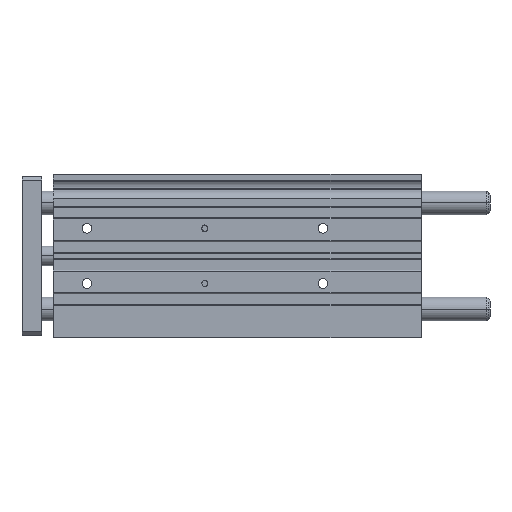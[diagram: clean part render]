
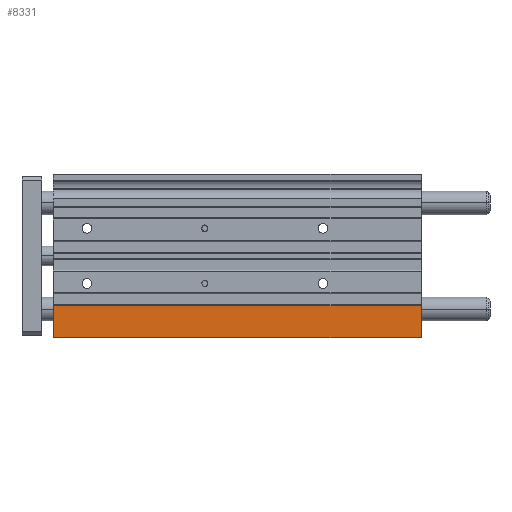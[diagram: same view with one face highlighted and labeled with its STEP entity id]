
A CAD part, top view. The second image highlights one B-rep face of the part: STEP entity #8331.
In plain terms, the highlighted planar face has unit normal (0, 0, 1).
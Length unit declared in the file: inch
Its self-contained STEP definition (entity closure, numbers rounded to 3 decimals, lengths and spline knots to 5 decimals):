
#263 = DIRECTION ( 'NONE',  ( -1., 0., 0. ) ) ;
#330 = VECTOR ( 'NONE', #6593, 39.37008 ) ;
#339 = PLANE ( 'NONE',  #3641 ) ;
#385 = VECTOR ( 'NONE', #9831, 39.37008 ) ;
#827 = EDGE_LOOP ( 'NONE', ( #8328, #10566, #10653, #4229 ) ) ;
#1196 = VECTOR ( 'NONE', #5041, 39.37008 ) ;
#1483 = CARTESIAN_POINT ( 'NONE',  ( 0., -0.99213, 0.70866 ) ) ;
#1701 = LINE ( 'NONE', #8333, #1196 ) ;
#1800 = VERTEX_POINT ( 'NONE', #10166 ) ;
#1932 = CARTESIAN_POINT ( 'NONE',  ( 7.3622, -0.99213, 0.70866 ) ) ;
#2924 = VERTEX_POINT ( 'NONE', #4640 ) ;
#3477 = CARTESIAN_POINT ( 'NONE',  ( 0., -0.99213, 0.70866 ) ) ;
#3554 = CARTESIAN_POINT ( 'NONE',  ( 7.3622, -0.99213, 0.70866 ) ) ;
#3641 = AXIS2_PLACEMENT_3D ( 'NONE', #1932, #3684, #8614 ) ;
#3670 = VERTEX_POINT ( 'NONE', #8445 ) ;
#3684 = DIRECTION ( 'NONE',  ( 0., 0., -1. ) ) ;
#4229 = ORIENTED_EDGE ( 'NONE', *, *, #4577, .T. ) ;
#4577 = EDGE_CURVE ( 'NONE', #3670, #4903, #7606, .T. ) ;
#4640 = CARTESIAN_POINT ( 'NONE',  ( 0., -1.63386, 0.70866 ) ) ;
#4903 = VERTEX_POINT ( 'NONE', #3477 ) ;
#5041 = DIRECTION ( 'NONE',  ( -1., 0., 0. ) ) ;
#5231 = EDGE_CURVE ( 'NONE', #4903, #2924, #5699, .T. ) ;
#5699 = LINE ( 'NONE', #1483, #385 ) ;
#5760 = CARTESIAN_POINT ( 'NONE',  ( 7.3622, -0.99213, 0.70866 ) ) ;
#6593 = DIRECTION ( 'NONE',  ( 0., -1., 0. ) ) ;
#7606 = LINE ( 'NONE', #3554, #8468 ) ;
#7847 = FACE_OUTER_BOUND ( 'NONE', #827, .T. ) ;
#8328 = ORIENTED_EDGE ( 'NONE', *, *, #5231, .T. ) ;
#8331 = ADVANCED_FACE ( 'NONE', ( #7847 ), #339, .F. ) ;
#8333 = CARTESIAN_POINT ( 'NONE',  ( 7.3622, -1.63386, 0.70866 ) ) ;
#8445 = CARTESIAN_POINT ( 'NONE',  ( 7.3622, -0.99213, 0.70866 ) ) ;
#8468 = VECTOR ( 'NONE', #263, 39.37008 ) ;
#8614 = DIRECTION ( 'NONE',  ( 0., -1., 0. ) ) ;
#9286 = EDGE_CURVE ( 'NONE', #3670, #1800, #9775, .T. ) ;
#9683 = EDGE_CURVE ( 'NONE', #1800, #2924, #1701, .T. ) ;
#9775 = LINE ( 'NONE', #5760, #330 ) ;
#9831 = DIRECTION ( 'NONE',  ( 0., -1., 0. ) ) ;
#10166 = CARTESIAN_POINT ( 'NONE',  ( 7.3622, -1.63386, 0.70866 ) ) ;
#10566 = ORIENTED_EDGE ( 'NONE', *, *, #9683, .F. ) ;
#10653 = ORIENTED_EDGE ( 'NONE', *, *, #9286, .F. ) ;
